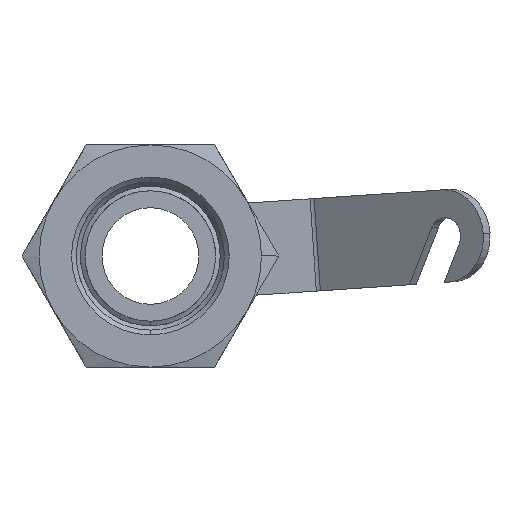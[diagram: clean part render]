
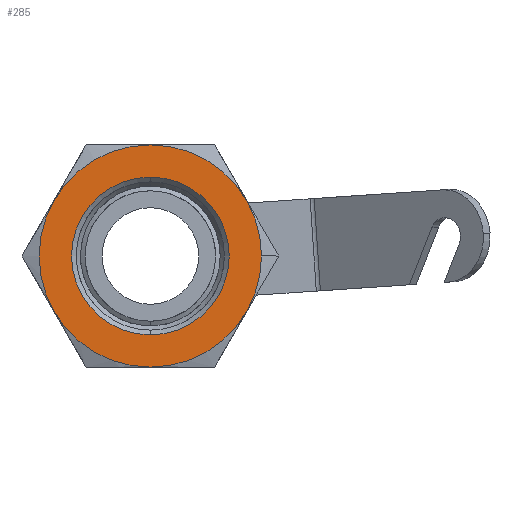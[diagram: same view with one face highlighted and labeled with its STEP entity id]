
A CAD part, front view. The second image highlights one B-rep face of the part: STEP entity #285.
In plain terms, the highlighted planar face has unit normal (0, -1, 0).
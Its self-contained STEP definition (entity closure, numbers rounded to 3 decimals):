
#12 = DIRECTION ( 'NONE',  ( 0., -1., 0. ) ) ;
#13 = DIRECTION ( 'NONE',  ( 1., 0., 0. ) ) ;
#14 = AXIS2_PLACEMENT_3D ( 'NONE', #24, #12, #13 ) ;
#24 = CARTESIAN_POINT ( 'NONE',  ( 0., -0.254, 0. ) ) ;
#35 = CIRCLE ( 'NONE', #14, 4.763 ) ;
#39 = CARTESIAN_POINT ( 'NONE',  ( -4.124, -0.254, 2.381 ) ) ;
#146 = EDGE_CURVE ( 'NONE', #147, #184, #4338, .T. ) ;
#147 = VERTEX_POINT ( 'NONE', #4324 ) ;
#163 = EDGE_CURVE ( 'NONE', #483, #521, #4366, .T. ) ;
#175 = EDGE_CURVE ( 'NONE', #184, #497, #35, .T. ) ;
#184 = VERTEX_POINT ( 'NONE', #39 ) ;
#263 = ORIENTED_EDGE ( 'NONE', *, *, #496, .T. ) ;
#264 = ORIENTED_EDGE ( 'NONE', *, *, #485, .T. ) ;
#265 = ORIENTED_EDGE ( 'NONE', *, *, #163, .T. ) ;
#266 = ORIENTED_EDGE ( 'NONE', *, *, #520, .T. ) ;
#273 = EDGE_LOOP ( 'NONE', ( #322, #323, #324, #263, #264, #265, #266 ) ) ;
#282 = ORIENTED_EDGE ( 'NONE', *, *, #308, .T. ) ;
#284 = EDGE_CURVE ( 'NONE', #522, #147, #2258, .T. ) ;
#285 = ADVANCED_FACE ( 'NONE', ( #2177, #2255 ), #2191, .T. ) ;
#286 = EDGE_LOOP ( 'NONE', ( #311, #282 ) ) ;
#308 = EDGE_CURVE ( 'NONE', #479, #503, #2187, .T. ) ;
#311 = ORIENTED_EDGE ( 'NONE', *, *, #481, .T. ) ;
#322 = ORIENTED_EDGE ( 'NONE', *, *, #284, .T. ) ;
#323 = ORIENTED_EDGE ( 'NONE', *, *, #146, .T. ) ;
#324 = ORIENTED_EDGE ( 'NONE', *, *, #175, .T. ) ;
#479 = VERTEX_POINT ( 'NONE', #2603 ) ;
#481 = EDGE_CURVE ( 'NONE', #503, #479, #2602, .T. ) ;
#483 = VERTEX_POINT ( 'NONE', #2597 ) ;
#485 = EDGE_CURVE ( 'NONE', #573, #483, #2644, .T. ) ;
#496 = EDGE_CURVE ( 'NONE', #497, #573, #2682, .T. ) ;
#497 = VERTEX_POINT ( 'NONE', #2695 ) ;
#503 = VERTEX_POINT ( 'NONE', #2664 ) ;
#520 = EDGE_CURVE ( 'NONE', #521, #522, #2700, .T. ) ;
#521 = VERTEX_POINT ( 'NONE', #2775 ) ;
#522 = VERTEX_POINT ( 'NONE', #2708 ) ;
#573 = VERTEX_POINT ( 'NONE', #2844 ) ;
#2177 = FACE_BOUND ( 'NONE', #286, .T. ) ;
#2178 = DIRECTION ( 'NONE',  ( 1., 0., 0. ) ) ;
#2180 = DIRECTION ( 'NONE',  ( -1., 0., 0. ) ) ;
#2181 = DIRECTION ( 'NONE',  ( 0., -1., 0. ) ) ;
#2182 = CARTESIAN_POINT ( 'NONE',  ( 3.175, -0.254, 0. ) ) ;
#2186 = CARTESIAN_POINT ( 'NONE',  ( 0., -0.254, 0. ) ) ;
#2187 = CIRCLE ( 'NONE', #2262, 3.378 ) ;
#2189 = CARTESIAN_POINT ( 'NONE',  ( 0., -0.254, 0. ) ) ;
#2190 = AXIS2_PLACEMENT_3D ( 'NONE', #2182, #2181, #2180 ) ;
#2191 = PLANE ( 'NONE',  #2190 ) ;
#2194 = DIRECTION ( 'NONE',  ( 0., -1., 0. ) ) ;
#2255 = FACE_OUTER_BOUND ( 'NONE', #273, .T. ) ;
#2257 = AXIS2_PLACEMENT_3D ( 'NONE', #2189, #2194, #2178 ) ;
#2258 = CIRCLE ( 'NONE', #2257, 4.763 ) ;
#2260 = DIRECTION ( 'NONE',  ( 1., 0., 0. ) ) ;
#2261 = DIRECTION ( 'NONE',  ( 0., 1., 0. ) ) ;
#2262 = AXIS2_PLACEMENT_3D ( 'NONE', #2186, #2261, #2260 ) ;
#2597 = CARTESIAN_POINT ( 'NONE',  ( 4.124, -0.254, -2.381 ) ) ;
#2598 = DIRECTION ( 'NONE',  ( 1., 0., 0. ) ) ;
#2599 = DIRECTION ( 'NONE',  ( 0., 1., 0. ) ) ;
#2600 = CARTESIAN_POINT ( 'NONE',  ( 0., -0.254, 0. ) ) ;
#2601 = AXIS2_PLACEMENT_3D ( 'NONE', #2600, #2599, #2598 ) ;
#2602 = CIRCLE ( 'NONE', #2601, 3.378 ) ;
#2603 = CARTESIAN_POINT ( 'NONE',  ( 0., -0.254, 3.378 ) ) ;
#2640 = DIRECTION ( 'NONE',  ( 1., 0., 0. ) ) ;
#2641 = DIRECTION ( 'NONE',  ( 0., -1., 0. ) ) ;
#2642 = CARTESIAN_POINT ( 'NONE',  ( 0., -0.254, 0. ) ) ;
#2643 = AXIS2_PLACEMENT_3D ( 'NONE', #2642, #2641, #2640 ) ;
#2644 = CIRCLE ( 'NONE', #2643, 4.763 ) ;
#2664 = CARTESIAN_POINT ( 'NONE',  ( 0., -0.254, -3.378 ) ) ;
#2678 = DIRECTION ( 'NONE',  ( 1., 0., 0. ) ) ;
#2679 = DIRECTION ( 'NONE',  ( 0., -1., 0. ) ) ;
#2680 = CARTESIAN_POINT ( 'NONE',  ( 0., -0.254, 0. ) ) ;
#2681 = AXIS2_PLACEMENT_3D ( 'NONE', #2680, #2679, #2678 ) ;
#2682 = CIRCLE ( 'NONE', #2681, 4.763 ) ;
#2695 = CARTESIAN_POINT ( 'NONE',  ( -4.124, -0.254, -2.381 ) ) ;
#2699 = AXIS2_PLACEMENT_3D ( 'NONE', #2774, #2715, #2734 ) ;
#2700 = CIRCLE ( 'NONE', #2699, 4.763 ) ;
#2708 = CARTESIAN_POINT ( 'NONE',  ( 4.124, -0.254, 2.381 ) ) ;
#2715 = DIRECTION ( 'NONE',  ( 0., -1., 0. ) ) ;
#2734 = DIRECTION ( 'NONE',  ( 1., 0., 0. ) ) ;
#2774 = CARTESIAN_POINT ( 'NONE',  ( 0., -0.254, 0. ) ) ;
#2775 = CARTESIAN_POINT ( 'NONE',  ( 4.762, -0.254, 0. ) ) ;
#2844 = CARTESIAN_POINT ( 'NONE',  ( 0., -0.254, -4.763 ) ) ;
#4324 = CARTESIAN_POINT ( 'NONE',  ( 0., -0.254, 4.763 ) ) ;
#4325 = DIRECTION ( 'NONE',  ( 1., 0., 0. ) ) ;
#4326 = DIRECTION ( 'NONE',  ( 0., -1., 0. ) ) ;
#4327 = CARTESIAN_POINT ( 'NONE',  ( 0., -0.254, 0. ) ) ;
#4330 = AXIS2_PLACEMENT_3D ( 'NONE', #4327, #4326, #4325 ) ;
#4338 = CIRCLE ( 'NONE', #4330, 4.763 ) ;
#4349 = DIRECTION ( 'NONE',  ( 0., -1., 0. ) ) ;
#4355 = CARTESIAN_POINT ( 'NONE',  ( 0., -0.254, 0. ) ) ;
#4358 = DIRECTION ( 'NONE',  ( 1., 0., 0. ) ) ;
#4365 = AXIS2_PLACEMENT_3D ( 'NONE', #4355, #4349, #4358 ) ;
#4366 = CIRCLE ( 'NONE', #4365, 4.763 ) ;
